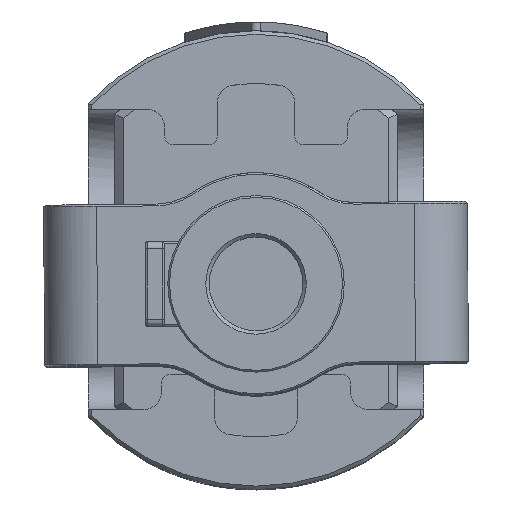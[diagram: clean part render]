
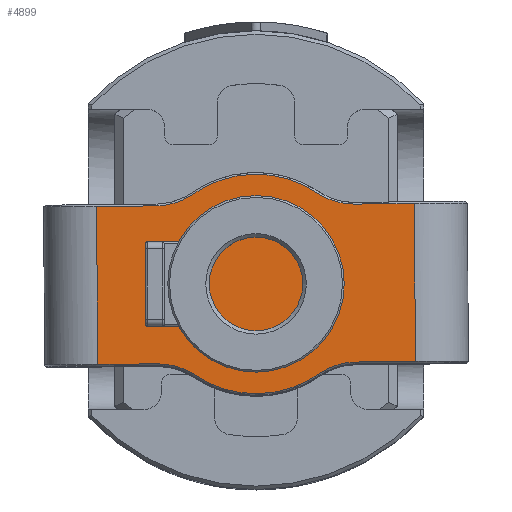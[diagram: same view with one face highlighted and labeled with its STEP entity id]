
A CAD part, top view. The second image highlights one B-rep face of the part: STEP entity #4899.
In plain terms, the highlighted planar face has unit normal (0, 0, 1).
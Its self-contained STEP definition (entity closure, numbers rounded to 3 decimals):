
#671=FACE_OUTER_BOUND('',#6268,.T.);
#1400=PLANE('',#15839);
#1893=B_SPLINE_CURVE_WITH_KNOTS('',3,(#30974,#30975,#30976,#30977,#30978),
 .UNSPECIFIED.,.F.,.F.,(4,1,4),(0.,0.5,1.),.UNSPECIFIED.);
#1894=B_SPLINE_CURVE_WITH_KNOTS('',3,(#30991,#30992,#30993,#30994,#30995),
 .UNSPECIFIED.,.F.,.F.,(4,1,4),(0.,0.5,1.),.UNSPECIFIED.);
#2609=LINE('',#30983,#3764);
#2610=LINE('',#30985,#3765);
#2611=LINE('',#30987,#3766);
#2612=LINE('',#30999,#3767);
#2613=LINE('',#31001,#3768);
#2614=LINE('',#31003,#3769);
#3764=VECTOR('',#17850,1.);
#3765=VECTOR('',#17851,1.);
#3766=VECTOR('',#17852,1.);
#3767=VECTOR('',#17857,1.);
#3768=VECTOR('',#17858,1.);
#3769=VECTOR('',#17859,1.);
#4899=ADVANCED_FACE('',(#671),#1400,.T.);
#6268=EDGE_LOOP('',(#8164,#8165,#8166,#8167,#8168,#8169,#8170,#8171,#8172,
#8173,#8174,#8175));
#8164=ORIENTED_EDGE('',*,*,#13350,.T.);
#8165=ORIENTED_EDGE('',*,*,#13351,.T.);
#8166=ORIENTED_EDGE('',*,*,#13352,.T.);
#8167=ORIENTED_EDGE('',*,*,#13353,.T.);
#8168=ORIENTED_EDGE('',*,*,#13354,.T.);
#8169=ORIENTED_EDGE('',*,*,#13355,.T.);
#8170=ORIENTED_EDGE('',*,*,#13356,.T.);
#8171=ORIENTED_EDGE('',*,*,#13357,.T.);
#8172=ORIENTED_EDGE('',*,*,#13358,.T.);
#8173=ORIENTED_EDGE('',*,*,#13359,.T.);
#8174=ORIENTED_EDGE('',*,*,#13360,.T.);
#8175=ORIENTED_EDGE('',*,*,#13361,.T.);
#11761=VERTEX_POINT('',#30979);
#11762=VERTEX_POINT('',#30980);
#11763=VERTEX_POINT('',#30982);
#11764=VERTEX_POINT('',#30984);
#11765=VERTEX_POINT('',#30986);
#11766=VERTEX_POINT('',#30988);
#11767=VERTEX_POINT('',#30990);
#11768=VERTEX_POINT('',#30996);
#11769=VERTEX_POINT('',#30998);
#11770=VERTEX_POINT('',#31000);
#11771=VERTEX_POINT('',#31002);
#11772=VERTEX_POINT('',#31004);
#13350=EDGE_CURVE('',#11761,#11762,#1893,.T.);
#13351=EDGE_CURVE('',#11762,#11763,#15144,.T.);
#13352=EDGE_CURVE('',#11763,#11764,#2609,.T.);
#13353=EDGE_CURVE('',#11764,#11765,#2610,.T.);
#13354=EDGE_CURVE('',#11765,#11766,#2611,.T.);
#13355=EDGE_CURVE('',#11766,#11767,#15145,.T.);
#13356=EDGE_CURVE('',#11767,#11768,#1894,.T.);
#13357=EDGE_CURVE('',#11768,#11769,#15146,.T.);
#13358=EDGE_CURVE('',#11769,#11770,#2612,.T.);
#13359=EDGE_CURVE('',#11770,#11771,#2613,.T.);
#13360=EDGE_CURVE('',#11771,#11772,#2614,.T.);
#13361=EDGE_CURVE('',#11772,#11761,#15147,.T.);
#15144=CIRCLE('',#15835,3.78);
#15145=CIRCLE('',#15836,3.78);
#15146=CIRCLE('',#15837,3.78);
#15147=CIRCLE('',#15838,3.78);
#15835=AXIS2_PLACEMENT_3D('',#30981,#17848,#17849);
#15836=AXIS2_PLACEMENT_3D('',#30989,#17853,#17854);
#15837=AXIS2_PLACEMENT_3D('',#30997,#17855,#17856);
#15838=AXIS2_PLACEMENT_3D('',#31005,#17860,#17861);
#15839=AXIS2_PLACEMENT_3D('',#31006,#17862,#17863);
#17848=DIRECTION('',(0.,0.,-1.));
#17849=DIRECTION('',(1.,0.009,0.));
#17850=DIRECTION('',(-1.,-0.009,0.));
#17851=DIRECTION('',(0.009,-1.,0.));
#17852=DIRECTION('',(1.,0.009,0.));
#17853=DIRECTION('',(0.,0.,-1.));
#17854=DIRECTION('',(0.009,-1.,0.));
#17855=DIRECTION('',(0.,0.,-1.));
#17856=DIRECTION('',(0.009,-1.,0.));
#17857=DIRECTION('',(1.,0.009,0.));
#17858=DIRECTION('',(-0.009,1.,0.));
#17859=DIRECTION('',(-1.,-0.009,0.));
#17860=DIRECTION('',(0.,0.,-1.));
#17861=DIRECTION('',(0.009,-1.,0.));
#17862=DIRECTION('',(0.,0.,1.));
#17863=DIRECTION('',(1.,0.009,0.));
#30974=CARTESIAN_POINT('',(-57.342,1.064,43.85));
#30975=CARTESIAN_POINT('',(-58.4,1.825,43.85));
#30976=CARTESIAN_POINT('',(-61.01,2.636,43.85));
#30977=CARTESIAN_POINT('',(-63.606,1.777,43.85));
#30978=CARTESIAN_POINT('',(-64.65,0.997,43.85));
#30979=CARTESIAN_POINT('',(-57.342,1.064,43.85));
#30980=CARTESIAN_POINT('',(-64.65,0.997,43.85));
#30981=CARTESIAN_POINT('',(-66.655,4.202,43.85));
#30982=CARTESIAN_POINT('',(-66.621,0.422,43.85));
#30983=CARTESIAN_POINT('',(-51.164,0.563,43.85));
#30984=CARTESIAN_POINT('',(-69.99,0.391,43.85));
#30985=CARTESIAN_POINT('',(-70.022,3.847,43.85));
#30986=CARTESIAN_POINT('',(-69.909,-8.559,43.85));
#30987=CARTESIAN_POINT('',(-51.083,-8.387,43.85));
#30988=CARTESIAN_POINT('',(-66.539,-8.528,43.85));
#30989=CARTESIAN_POINT('',(-66.504,-12.308,43.85));
#30990=CARTESIAN_POINT('',(-64.558,-9.067,43.85));
#30991=CARTESIAN_POINT('',(-64.558,-9.067,43.85));
#30992=CARTESIAN_POINT('',(-63.5,-9.828,43.85));
#30993=CARTESIAN_POINT('',(-60.889,-10.64,43.85));
#30994=CARTESIAN_POINT('',(-58.294,-9.781,43.85));
#30995=CARTESIAN_POINT('',(-57.25,-9.001,43.85));
#30996=CARTESIAN_POINT('',(-57.25,-9.001,43.85));
#30997=CARTESIAN_POINT('',(-55.245,-12.205,43.85));
#30998=CARTESIAN_POINT('',(-55.279,-8.425,43.85));
#30999=CARTESIAN_POINT('',(-51.083,-8.387,43.85));
#31000=CARTESIAN_POINT('',(-51.909,-8.394,43.85));
#31001=CARTESIAN_POINT('',(-52.023,4.011,43.85));
#31002=CARTESIAN_POINT('',(-51.991,0.555,43.85));
#31003=CARTESIAN_POINT('',(-51.164,0.563,43.85));
#31004=CARTESIAN_POINT('',(-55.361,0.524,43.85));
#31005=CARTESIAN_POINT('',(-55.395,4.304,43.85));
#31006=CARTESIAN_POINT('',(-51.196,4.019,43.85));
